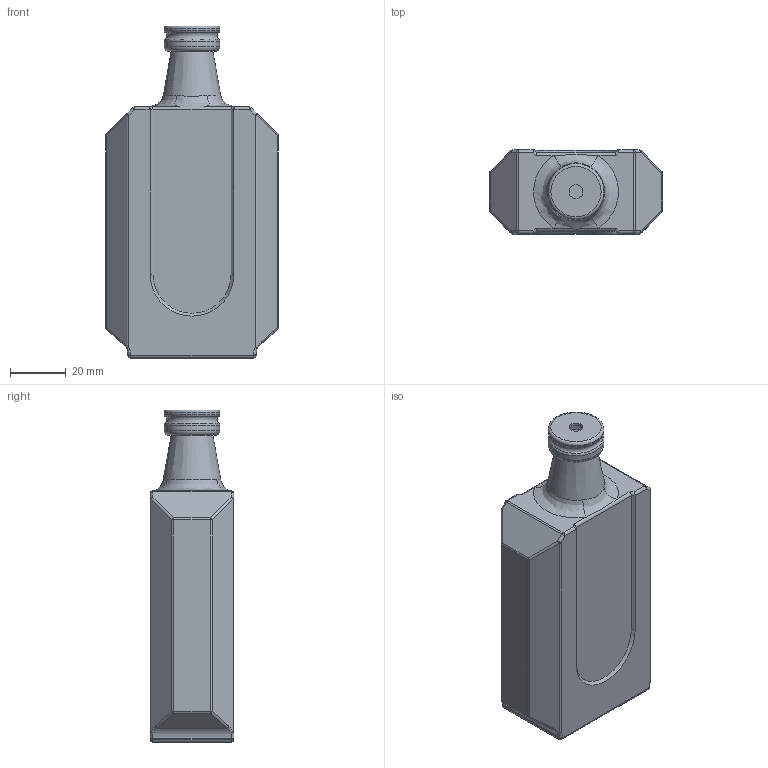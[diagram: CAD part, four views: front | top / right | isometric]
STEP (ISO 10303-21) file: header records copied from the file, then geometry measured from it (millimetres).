
FILE_DESCRIPTION(('FreeCAD Model'),'2;1');
FILE_NAME('Open CASCADE Shape Model','2025-04-27T21:24:21',('FreeCAD'),( 'FreeCAD'),'Open CASCADE STEP processor 7.6','FreeCAD','Unknown');
FILE_SCHEMA(('AUTOMOTIVE_DESIGN { 1 0 10303 214 1 1 1 1 }'));
Length unit declared in the file: millimetre
Products named in the file (1): Open CASCADE STEP translator 7.6 1
Bounding box: 62 x 30 x 119 mm (x, y, z)
Volume: 18819 mm3; surface area: 37589.1 mm2
Topology: 1 solids, 1 shells, 185 faces, 454 edges, 252 vertices
Faces by surface type: cylinder 53, plane 52, bspline 37, sphere 24, torus 11, cone 4, extrusion 4
Full cylindrical faces by diameter (mm): 5 x1, 18 x2, 20 x2
Entity records: 14671 total; most frequent: CARTESIAN_POINT 10736, ORIENTED_EDGE 858, DIRECTION 753, EDGE_CURVE 429, AXIS2_PLACEMENT_3D 290, VERTEX_POINT 252, FACE_BOUND 191, EDGE_LOOP 191
